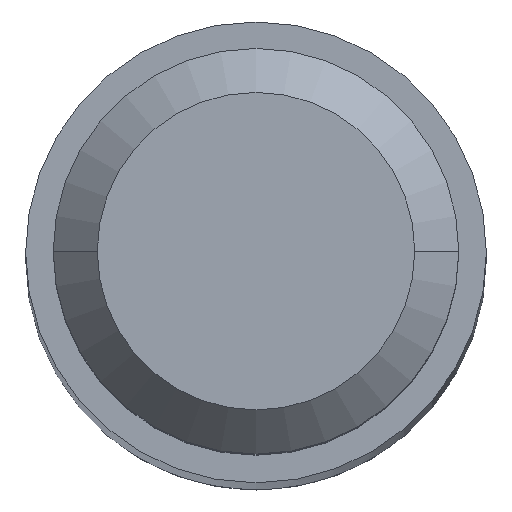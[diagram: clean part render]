
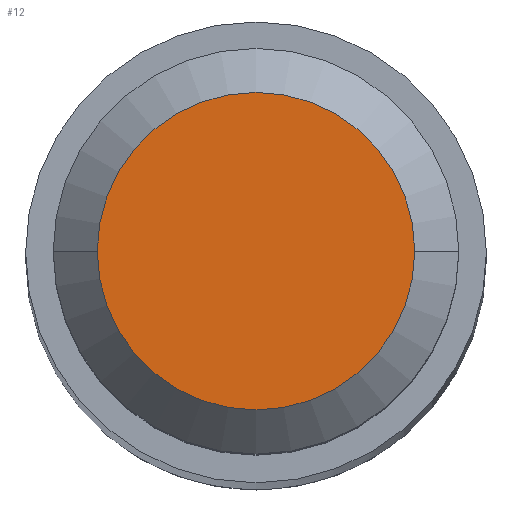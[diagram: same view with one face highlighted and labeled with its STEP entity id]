
A CAD part, top view. The second image highlights one B-rep face of the part: STEP entity #12.
In plain terms, the highlighted planar face has unit normal (0, 0, 1).
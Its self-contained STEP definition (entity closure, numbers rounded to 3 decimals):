
#12 = ADVANCED_FACE ( 'NONE', ( #227 ), #511, .T. ) ;
#19 = CARTESIAN_POINT ( 'NONE',  ( 0., 0., 55.994 ) ) ;
#29 = AXIS2_PLACEMENT_3D ( 'NONE', #430, #529, #289 ) ;
#60 = AXIS2_PLACEMENT_3D ( 'NONE', #19, #368, #174 ) ;
#149 = CARTESIAN_POINT ( 'NONE',  ( 0., 0., 55.994 ) ) ;
#173 = CIRCLE ( 'NONE', #29, 1.829 ) ;
#174 = DIRECTION ( 'NONE',  ( 1., 0., 0. ) ) ;
#227 = FACE_OUTER_BOUND ( 'NONE', #274, .T. ) ;
#237 = EDGE_CURVE ( 'NONE', #605, #639, #173, .T. ) ;
#265 = DIRECTION ( 'NONE',  ( 0., 0., 1. ) ) ;
#274 = EDGE_LOOP ( 'NONE', ( #527, #502 ) ) ;
#289 = DIRECTION ( 'NONE',  ( 1., 0., 0. ) ) ;
#368 = DIRECTION ( 'NONE',  ( 0., 0., 1. ) ) ;
#430 = CARTESIAN_POINT ( 'NONE',  ( 0., 0., 55.994 ) ) ;
#471 = AXIS2_PLACEMENT_3D ( 'NONE', #149, #265, #587 ) ;
#502 = ORIENTED_EDGE ( 'NONE', *, *, #580, .T. ) ;
#511 = PLANE ( 'NONE',  #60 ) ;
#521 = CARTESIAN_POINT ( 'NONE',  ( 1.829, 0., 55.994 ) ) ;
#527 = ORIENTED_EDGE ( 'NONE', *, *, #237, .T. ) ;
#529 = DIRECTION ( 'NONE',  ( 0., 0., 1. ) ) ;
#580 = EDGE_CURVE ( 'NONE', #639, #605, #617, .T. ) ;
#587 = DIRECTION ( 'NONE',  ( 1., 0., 0. ) ) ;
#605 = VERTEX_POINT ( 'NONE', #632 ) ;
#617 = CIRCLE ( 'NONE', #471, 1.829 ) ;
#632 = CARTESIAN_POINT ( 'NONE',  ( -1.829, 0., 55.994 ) ) ;
#639 = VERTEX_POINT ( 'NONE', #521 ) ;
